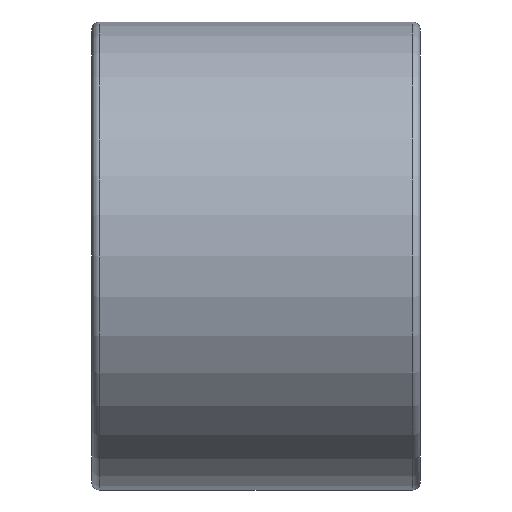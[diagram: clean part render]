
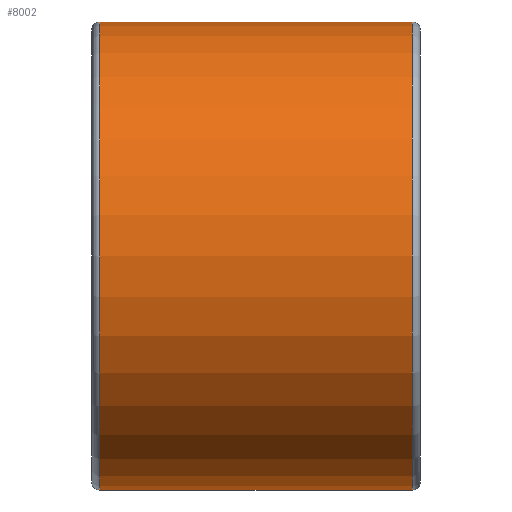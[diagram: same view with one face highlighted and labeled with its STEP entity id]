
A CAD part, left-side view. The second image highlights one B-rep face of the part: STEP entity #8002.
In plain terms, the highlighted cylindrical face has radius 8.9 mm (diameter 17.8 mm), a partial arc.
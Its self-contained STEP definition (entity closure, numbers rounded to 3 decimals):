
#11 = DIRECTION ( 'NONE',  ( 0., -1., 0. ) ) ;
#50 = DIRECTION ( 'NONE',  ( 0., 0., -1. ) ) ;
#1234 = ORIENTED_EDGE ( 'NONE', *, *, #10706, .F. ) ;
#1620 = FACE_OUTER_BOUND ( 'NONE', #16360, .T. ) ;
#1629 = EDGE_CURVE ( 'NONE', #22587, #18618, #1841, .T. ) ;
#1841 = CIRCLE ( 'NONE', #15230, 8.9 ) ;
#3369 = LINE ( 'NONE', #16851, #17087 ) ;
#3735 = CARTESIAN_POINT ( 'NONE',  ( -21.758, 16.817, -8.9 ) ) ;
#5039 = DIRECTION ( 'NONE',  ( 0., 0., 1. ) ) ;
#6632 = DIRECTION ( 'NONE',  ( 0., -1., 0. ) ) ;
#6805 = EDGE_CURVE ( 'NONE', #19594, #8059, #21955, .T. ) ;
#7851 = AXIS2_PLACEMENT_3D ( 'NONE', #18146, #20068, #50 ) ;
#8002 = ADVANCED_FACE ( 'NONE', ( #1620 ), #10862, .T. ) ;
#8059 = VERTEX_POINT ( 'NONE', #14222 ) ;
#9135 = LINE ( 'NONE', #3735, #9830 ) ;
#9830 = VECTOR ( 'NONE', #11, 1000. ) ;
#10676 = CARTESIAN_POINT ( 'NONE',  ( -21.758, 4.617, 0. ) ) ;
#10706 = EDGE_CURVE ( 'NONE', #22587, #8059, #3369, .T. ) ;
#10862 = CYLINDRICAL_SURFACE ( 'NONE', #7851, 8.9 ) ;
#12327 = CARTESIAN_POINT ( 'NONE',  ( -21.758, 16.517, -8.9 ) ) ;
#13290 = CARTESIAN_POINT ( 'NONE',  ( -21.758, 4.617, -8.9 ) ) ;
#14222 = CARTESIAN_POINT ( 'NONE',  ( -21.758, 4.617, 8.9 ) ) ;
#14257 = CARTESIAN_POINT ( 'NONE',  ( -21.758, 16.517, 8.9 ) ) ;
#14996 = ORIENTED_EDGE ( 'NONE', *, *, #16056, .T. ) ;
#15230 = AXIS2_PLACEMENT_3D ( 'NONE', #15709, #6632, #17403 ) ;
#15677 = DIRECTION ( 'NONE',  ( 0., 1., 0. ) ) ;
#15709 = CARTESIAN_POINT ( 'NONE',  ( -21.758, 16.517, 0. ) ) ;
#15869 = AXIS2_PLACEMENT_3D ( 'NONE', #10676, #15677, #5039 ) ;
#16056 = EDGE_CURVE ( 'NONE', #18618, #19594, #9135, .T. ) ;
#16360 = EDGE_LOOP ( 'NONE', ( #1234, #23427, #14996, #22689 ) ) ;
#16851 = CARTESIAN_POINT ( 'NONE',  ( -21.758, 16.817, 8.9 ) ) ;
#17087 = VECTOR ( 'NONE', #22145, 1000. ) ;
#17403 = DIRECTION ( 'NONE',  ( 0., 0., 1. ) ) ;
#18146 = CARTESIAN_POINT ( 'NONE',  ( -21.758, 16.817, 0. ) ) ;
#18618 = VERTEX_POINT ( 'NONE', #12327 ) ;
#19594 = VERTEX_POINT ( 'NONE', #13290 ) ;
#20068 = DIRECTION ( 'NONE',  ( 0., -1., 0. ) ) ;
#21955 = CIRCLE ( 'NONE', #15869, 8.9 ) ;
#22145 = DIRECTION ( 'NONE',  ( 0., -1., 0. ) ) ;
#22587 = VERTEX_POINT ( 'NONE', #14257 ) ;
#22689 = ORIENTED_EDGE ( 'NONE', *, *, #6805, .T. ) ;
#23427 = ORIENTED_EDGE ( 'NONE', *, *, #1629, .T. ) ;
